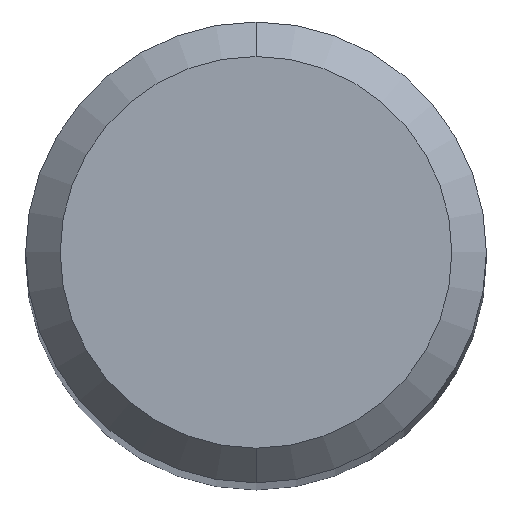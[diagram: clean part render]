
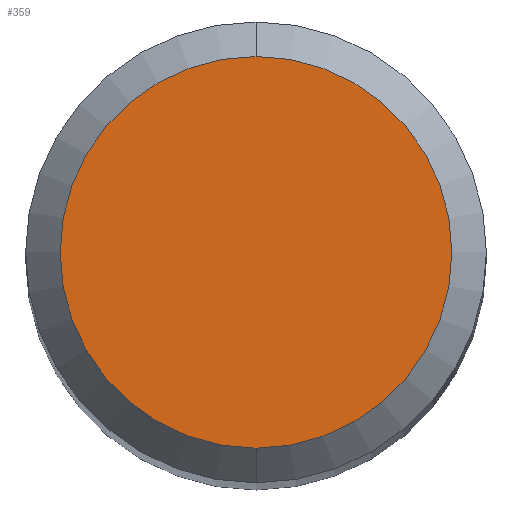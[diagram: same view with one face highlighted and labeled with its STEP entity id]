
A CAD part, top view. The second image highlights one B-rep face of the part: STEP entity #359.
In plain terms, the highlighted planar face has unit normal (0, 0, 1).
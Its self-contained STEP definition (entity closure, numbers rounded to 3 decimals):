
#201=VERTEX_POINT('',#509);
#223=VERTEX_POINT('',#534);
#315=EDGE_CURVE('',#223,#201,#635,.T.);
#345=EDGE_CURVE('',#201,#223,#670,.T.);
#359=ADVANCED_FACE('',(#685),#686,.T.);
#509=CARTESIAN_POINT('',(0.0,1.7,0.0));
#534=CARTESIAN_POINT('',(0.,-1.7,0.0));
#635=CIRCLE('',#1150,1.7);
#670=CIRCLE('',#1214,1.7);
#685=FACE_OUTER_BOUND('',#1232,.T.);
#686=PLANE('',#1233);
#1150=AXIS2_PLACEMENT_3D('',#1592,#1593,#1594);
#1214=AXIS2_PLACEMENT_3D('',#1639,#1640,#1641);
#1232=EDGE_LOOP('',(#1663,#1664));
#1233=AXIS2_PLACEMENT_3D('',#1665,#1666,#1667);
#1592=CARTESIAN_POINT('',(0.0,0.0,0.0));
#1593=DIRECTION('',(0.0,0.0,-1.0));
#1594=DIRECTION('',(0.0,1.0,0.0));
#1639=CARTESIAN_POINT('',(0.0,0.0,0.0));
#1640=DIRECTION('',(0.0,0.0,-1.0));
#1641=DIRECTION('',(0.0,1.0,0.0));
#1663=ORIENTED_EDGE('',*,*,#345,.F.);
#1664=ORIENTED_EDGE('',*,*,#315,.F.);
#1665=CARTESIAN_POINT('',(0.0,0.85,0.0));
#1666=DIRECTION('',(-0.0,0.0,1.0));
#1667=DIRECTION('',(0.0,-1.0,0.0));
